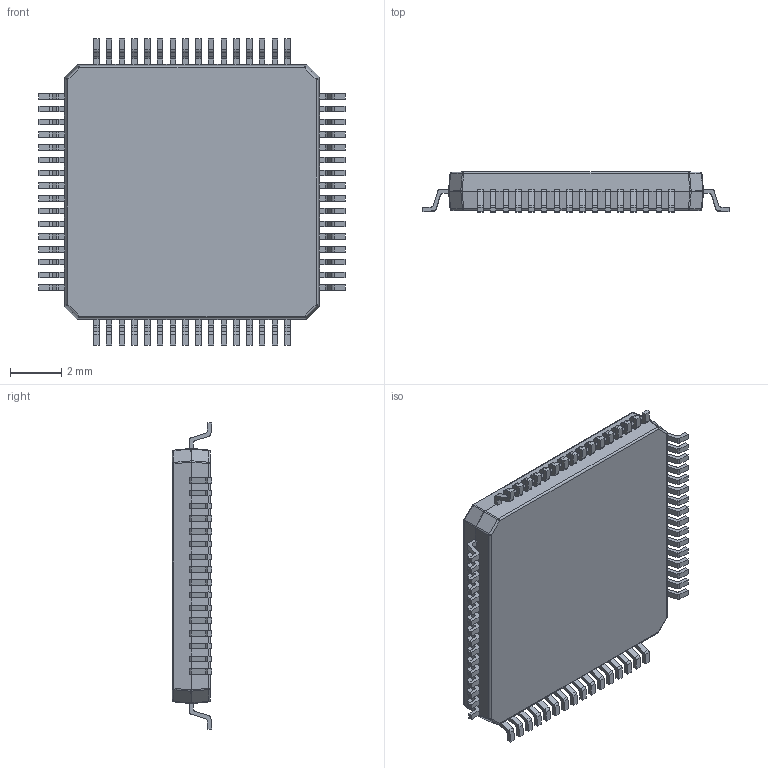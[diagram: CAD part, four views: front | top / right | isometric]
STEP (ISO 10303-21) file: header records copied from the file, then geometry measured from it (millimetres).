
FILE_DESCRIPTION (( 'STEP AP214' ), '1' );
FILE_NAME ('LQFP-64-10x10.STEP', '2016-01-07T05:39:23', ( '' ), ( '' ), 'SwSTEP 2.0', 'SolidWorks 2015', '' );
FILE_SCHEMA (( 'AUTOMOTIVE_DESIGN' ));
Length unit declared in the file: millimetre
Products named in the file (1): LQFP-64-10x10
Bounding box: 12.02 x 1.55 x 12.02 mm (x, y, z)
Volume: 150.4 mm3; surface area: 321.2 mm2
Topology: 1 solids, 1 shells, 933 faces, 2726 edges, 1780 vertices
Faces by surface type: plane 595, cylinder 306, sphere 32
Entity records: 39835 total; most frequent: CARTESIAN_POINT 5472, ORIENTED_EDGE 5420, DIRECTION 5174, EDGE_CURVE 2710, VECTOR 2082, LINE 2082, VERTEX_POINT 1780, AXIS2_PLACEMENT_3D 1546
